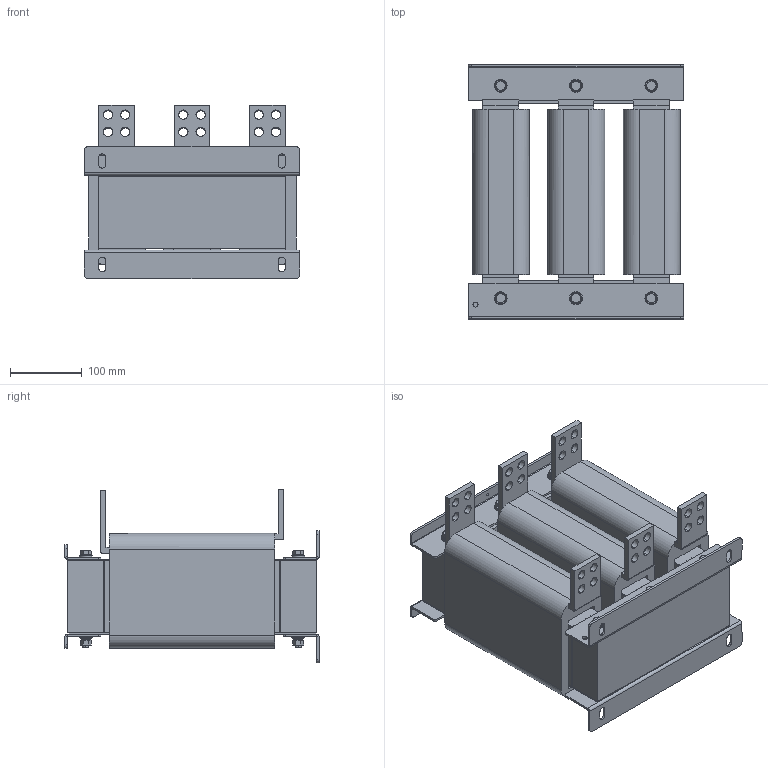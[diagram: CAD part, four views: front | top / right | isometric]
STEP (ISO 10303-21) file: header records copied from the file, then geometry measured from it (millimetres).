
FILE_DESCRIPTION (( 'STEP AP214' ), '1' );
FILE_NAME ('ACL-1000A-4.4V ×°ÅäÌå1.STEP', '2025-05-22T02:14:37', ( '' ), ( '' ), 'SwSTEP 2.0', 'SolidWorks 2024', '' );
FILE_SCHEMA (( 'AUTOMOTIVE_DESIGN' ));
Length unit declared in the file: millimetre
Products named in the file (12): 上支架300-50-20-3; 铝拉板50-348-1.5; 扼铁260-50-101; 六角头螺栓-GBT5782_M8X130; 下支架300-50-40-3; ACL-1000A-4.4V  装配体1; 1型六角螺母-GBT41_M8; 线圈ACL-1000A-4.4V（铜）; 鞍形弹簧垫圈-GBT7245_8; 平垫圈_C级-GBT95_8; 直径8T字型绝缘垫; 柱铁50-101-60
Assembly tree (69 placements, depth 2):
  ACL-1000A-4.4V  装配体1
    扼铁260-50-101  x2
    铝拉板50-348-1.5  x6
    下支架300-50-40-3  x2
    直径8T字型绝缘垫  x12
    平垫圈_C级-GBT95_8  x12
    六角头螺栓-GBT5782_M8X130  x6
    鞍形弹簧垫圈-GBT7245_8  x6
    1型六角螺母-GBT41_M8  x6
    柱铁50-101-60  x12
    线圈ACL-1000A-4.4V（铜）  x3
    上支架300-50-20-3  x2
Bounding box: 300 x 354 x 241.59 mm (x, y, z)
Volume: 11268902.6 mm3; surface area: 1611762.8 mm2
Topology: 69 solids, 69 shells, 943 faces, 2218 edges, 1440 vertices
Faces by surface type: plane 473, cylinder 362, cone 108
Entity records: 7281 total; most frequent: CARTESIAN_POINT 1270, DIRECTION 1256, ORIENTED_EDGE 1040, EDGE_CURVE 520, AXIS2_PLACEMENT_3D 482, VERTEX_POINT 336, VECTOR 292, LINE 292
